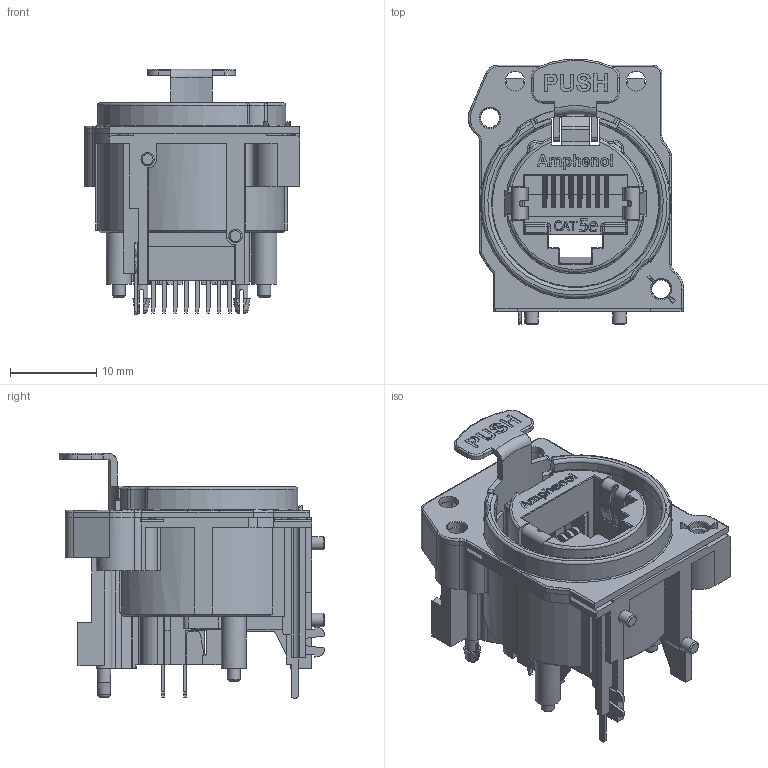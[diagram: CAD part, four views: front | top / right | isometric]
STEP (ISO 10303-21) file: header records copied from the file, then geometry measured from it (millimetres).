
FILE_DESCRIPTION(/* description */ (''),/* implementation_level */ '2;1');
FILE_NAME(/* name */ 'RJX8FA3VB.stp',/* time_stamp */ '2017-08-07T17:15:47+10:00',/* author */ ('thien'),/* organization */ (''),/* preprocessor_version */ 'ST-DEVELOPER v16.13',/* originating_system */ 'Autodesk Inventor 2018',/* authorisation */ '');
FILE_SCHEMA (('AUTOMOTIVE_DESIGN { 1 0 10303 214 3 1 1 }'));
Length unit declared in the file: millimetre
Products named in the file (10): Assembly1; 51270126-530; 53480098-330; 52080006-331; 52590045-730; 50300303-030; 50300303-030_1; 50300362-030; 50300363-030; 51560113-930
Assembly tree (9 placements, depth 2):
  Assembly1
    51270126-530
    53480098-330
    52080006-331
    52590045-730
    50300303-030
    50300303-030_1
    50300362-030
    50300363-030
    51560113-930
Bounding box: 24.9 x 30.68 x 28.4 mm (x, y, z)
Volume: 4606.3 mm3; surface area: 9489.7 mm2
Topology: 9 solids, 9 shells, 1685 faces, 4630 edges, 2996 vertices
Faces by surface type: plane 1135, cylinder 320, bspline 143, torus 60, cone 24, sphere 3
Full cylindrical faces by diameter (mm): 1.2 x3, 1.3 x2, 1.35 x3, 1.5 x2, 1.55 x4, 2.15 x2, 2.3 x3, 2.5 x1, 2.9 x2
Entity records: 55647 total; most frequent: CARTESIAN_POINT 13048, ORIENTED_EDGE 9142, DIRECTION 8147, EDGE_CURVE 4571, LINE 3393, VECTOR 3393, VERTEX_POINT 2985, AXIS2_PLACEMENT_3D 2377
